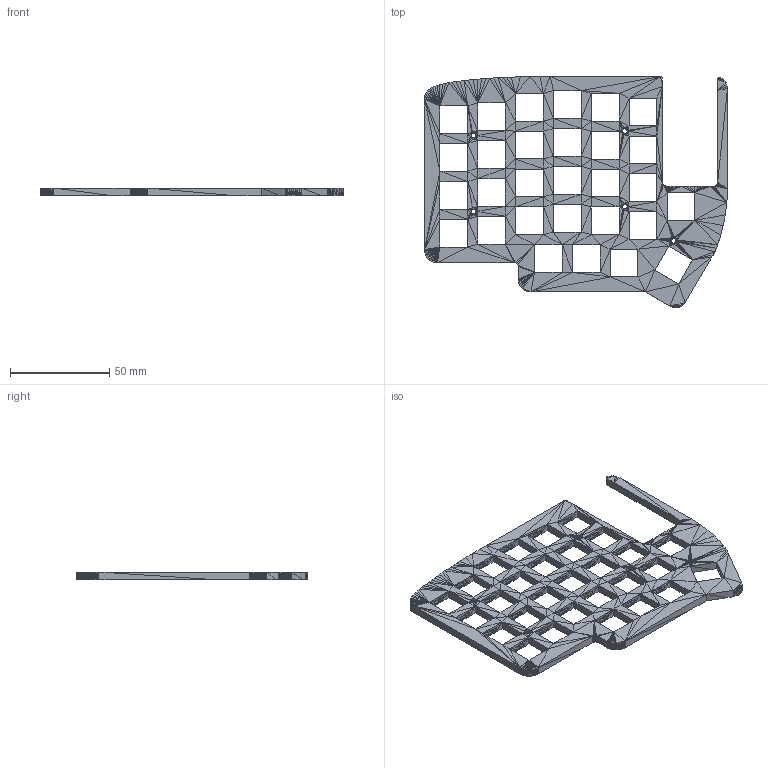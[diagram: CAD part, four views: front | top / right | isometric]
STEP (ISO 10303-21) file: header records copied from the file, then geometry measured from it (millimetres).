
FILE_DESCRIPTION(/* description */ (''),/* implementation_level */ '2;1');
FILE_NAME(/* name */ 'holdr_switch_L_v2.step',/* time_stamp */ '2022-06-20T10:00:11+02:00',/* author */ (''),/* organization */ (''),/* preprocessor_version */ 'ST-DEVELOPER v19',/* originating_system */ 'Autodesk Translation Framework v11.7.0.108',/* authorisation */ '');
FILE_SCHEMA (('AUTOMOTIVE_DESIGN { 1 0 10303 214 3 1 1 }'));
Products named in the file (1): holdr_switch_2
Bounding box: 152.52 x 116.34 x 4 mm (x, y, z)
Volume: 32558.8 mm3; surface area: 26243.2 mm2
Topology: 1 solids, 3 shells, 3087 faces, 5425 edges, 2310 vertices
Faces by surface type: plane 3087
Entity records: 67404 total; most frequent: DIRECTION 11601, ORIENTED_EDGE 10850, CARTESIAN_POINT 10823, LINE 5425, VECTOR 5425, EDGE_CURVE 5425, EDGE_LOOP 3121, AXIS2_PLACEMENT_3D 3088
